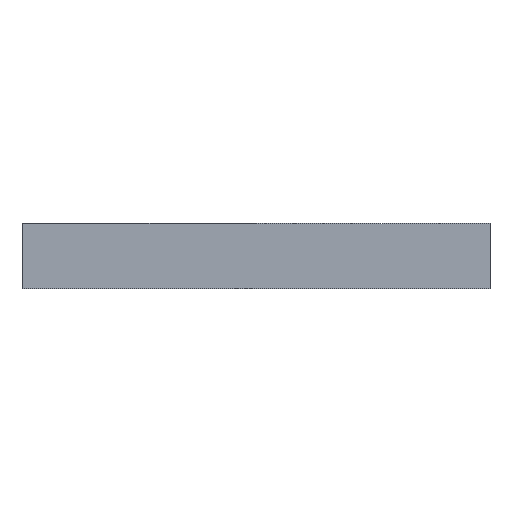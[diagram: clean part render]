
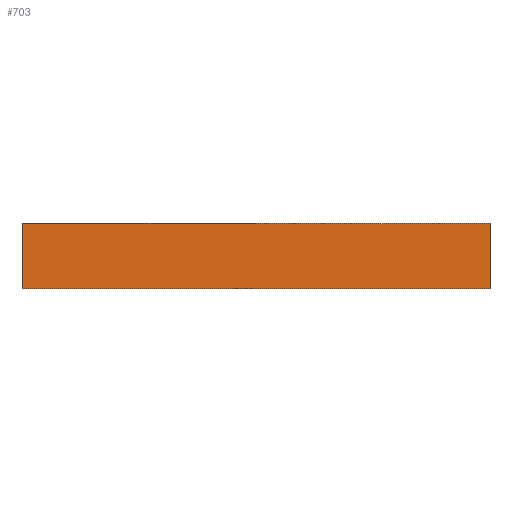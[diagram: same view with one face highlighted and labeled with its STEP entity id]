
A CAD part, left-side view. The second image highlights one B-rep face of the part: STEP entity #703.
In plain terms, the highlighted planar face has unit normal (-1, 0, 0).
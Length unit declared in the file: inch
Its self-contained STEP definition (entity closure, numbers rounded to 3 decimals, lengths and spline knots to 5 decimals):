
#44 = VERTEX_POINT ( 'NONE', #901 ) ;
#66 = EDGE_CURVE ( 'NONE', #44, #307, #495, .T. ) ;
#150 = VERTEX_POINT ( 'NONE', #1480 ) ;
#200 = FACE_OUTER_BOUND ( 'NONE', #651, .T. ) ;
#302 = ORIENTED_EDGE ( 'NONE', *, *, #1653, .T. ) ;
#307 = VERTEX_POINT ( 'NONE', #531 ) ;
#369 = LINE ( 'NONE', #1199, #1791 ) ;
#383 = VECTOR ( 'NONE', #1776, 39.37008 ) ;
#405 = EDGE_CURVE ( 'NONE', #307, #150, #369, .T. ) ;
#495 = LINE ( 'NONE', #772, #559 ) ;
#520 = VECTOR ( 'NONE', #695, 39.37008 ) ;
#531 = CARTESIAN_POINT ( 'NONE',  ( -3.125, -2.25, 0.625 ) ) ;
#559 = VECTOR ( 'NONE', #673, 39.37008 ) ;
#576 = VERTEX_POINT ( 'NONE', #735 ) ;
#651 = EDGE_LOOP ( 'NONE', ( #302, #1046, #1362, #1800 ) ) ;
#673 = DIRECTION ( 'NONE',  ( 0., -1., 0. ) ) ;
#695 = DIRECTION ( 'NONE',  ( 0., 0., -1. ) ) ;
#703 = ADVANCED_FACE ( 'NONE', ( #200 ), #1601, .F. ) ;
#735 = CARTESIAN_POINT ( 'NONE',  ( -3.125, 2.25, 0. ) ) ;
#770 = DIRECTION ( 'NONE',  ( 1., 0., 0. ) ) ;
#772 = CARTESIAN_POINT ( 'NONE',  ( -3.125, 2.25, 0.625 ) ) ;
#901 = CARTESIAN_POINT ( 'NONE',  ( -3.125, 2.25, 0.625 ) ) ;
#904 = LINE ( 'NONE', #1802, #520 ) ;
#922 = DIRECTION ( 'NONE',  ( 0., 0., -1. ) ) ;
#1046 = ORIENTED_EDGE ( 'NONE', *, *, #405, .F. ) ;
#1137 = LINE ( 'NONE', #1221, #383 ) ;
#1199 = CARTESIAN_POINT ( 'NONE',  ( -3.125, -2.25, 0.625 ) ) ;
#1221 = CARTESIAN_POINT ( 'NONE',  ( -3.125, 2.25, 0. ) ) ;
#1362 = ORIENTED_EDGE ( 'NONE', *, *, #66, .F. ) ;
#1444 = AXIS2_PLACEMENT_3D ( 'NONE', #1609, #770, #1745 ) ;
#1480 = CARTESIAN_POINT ( 'NONE',  ( -3.125, -2.25, 0. ) ) ;
#1601 = PLANE ( 'NONE',  #1444 ) ;
#1609 = CARTESIAN_POINT ( 'NONE',  ( -3.125, 2.25, 0.625 ) ) ;
#1653 = EDGE_CURVE ( 'NONE', #576, #150, #1137, .T. ) ;
#1745 = DIRECTION ( 'NONE',  ( 0., 1., 0. ) ) ;
#1776 = DIRECTION ( 'NONE',  ( 0., -1., 0. ) ) ;
#1778 = EDGE_CURVE ( 'NONE', #44, #576, #904, .T. ) ;
#1791 = VECTOR ( 'NONE', #922, 39.37008 ) ;
#1800 = ORIENTED_EDGE ( 'NONE', *, *, #1778, .T. ) ;
#1802 = CARTESIAN_POINT ( 'NONE',  ( -3.125, 2.25, 0.625 ) ) ;
